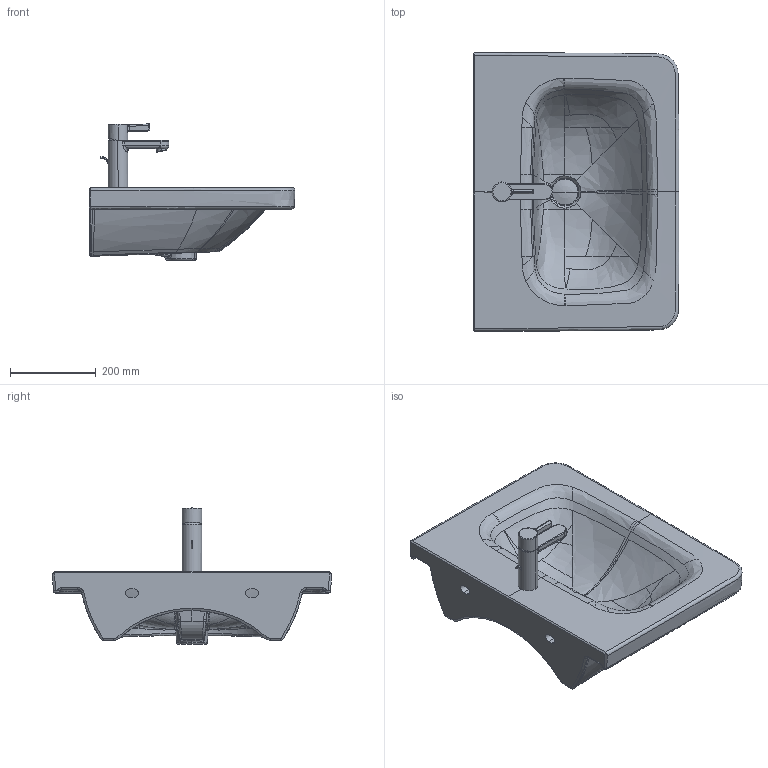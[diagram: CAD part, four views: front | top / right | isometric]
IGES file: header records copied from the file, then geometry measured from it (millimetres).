
Global section: file name: No Iges File Name specified; native system: Autodesk Inventor 2011; preprocessor: AutoDesk Inventor Iges Exporter R2011; author: Administrator; date: 20130527.183453; units: millimetre
Bounding box: 479.95 x 649.48 x 317.26 mm (x, y, z)
Volume: 15744634.1 mm3; surface area: 1086607.2 mm2
Topology: 7 solids, 7 shells, 539 faces, 1374 edges, 849 vertices
Faces by surface type: bspline 323, plane 88, revolution 53, cylinder 52, torus 17, cone 4, sphere 2
